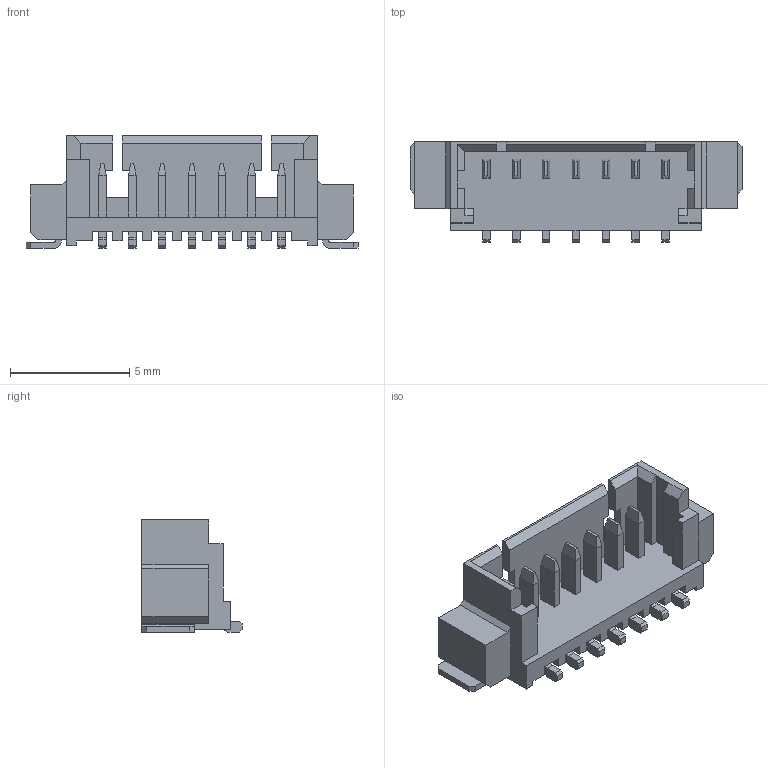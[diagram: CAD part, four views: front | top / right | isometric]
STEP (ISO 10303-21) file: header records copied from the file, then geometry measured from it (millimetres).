
FILE_DESCRIPTION((''),'2;1');
FILE_NAME('533980771','2014-06-17T',('me'),(''),'PRO/ENGINEER BY PARAMETRIC TECHNOLOGY CORPORATION, 2011490','PRO/ENGINEER BY PARAMETRIC TECHNOLOGY CORPORATION, 2011490','');
FILE_SCHEMA(('CONFIG_CONTROL_DESIGN'));
Length unit declared in the file: millimetre
Products named in the file (1): 533980771
Bounding box: 13.9 x 4.2 x 4.7 mm (x, y, z)
Volume: 77.1 mm3; surface area: 368.6 mm2
Topology: 1 solids, 2 shells, 349 faces, 954 edges, 638 vertices
Faces by surface type: plane 341, cylinder 8
Entity records: 10720 total; most frequent: CARTESIAN_POINT 1900, ORIENTED_EDGE 1822, DIRECTION 1664, VECTOR 936, LINE 936, EDGE_CURVE 911, VERTEX_POINT 588, EDGE_LOOP 371
